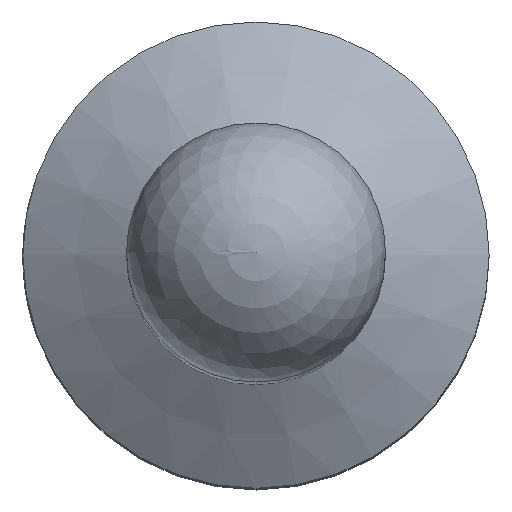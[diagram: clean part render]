
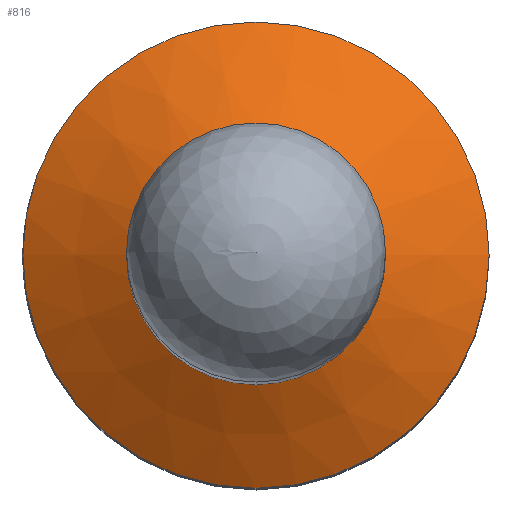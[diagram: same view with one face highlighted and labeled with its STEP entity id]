
A CAD part, top view. The second image highlights one B-rep face of the part: STEP entity #816.
In plain terms, the highlighted conical face has half-angle 60 degrees and reference radius 1.35 mm.
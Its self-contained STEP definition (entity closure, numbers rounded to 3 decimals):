
#807=CONICAL_SURFACE('',#3417,1.35,60.);
#816=ADVANCED_FACE('',(#983,#984),#807,.T.);
#983=FACE_BOUND('',#1047,.T.);
#984=FACE_BOUND('',#1048,.T.);
#1047=EDGE_LOOP('',(#1263));
#1048=EDGE_LOOP('',(#1264));
#1263=ORIENTED_EDGE('',*,*,#2020,.T.);
#1264=ORIENTED_EDGE('',*,*,#2021,.T.);
#1823=VERTEX_POINT('',#4783);
#1824=VERTEX_POINT('',#4785);
#2020=EDGE_CURVE('',#1823,#1823,#2323,.T.);
#2021=EDGE_CURVE('',#1824,#1824,#2324,.T.);
#2323=CIRCLE('',#3415,1.25);
#2324=CIRCLE('',#3416,2.25);
#3415=AXIS2_PLACEMENT_3D('',#4782,#3805,#3806);
#3416=AXIS2_PLACEMENT_3D('',#4784,#3807,#3808);
#3417=AXIS2_PLACEMENT_3D('',#4786,#3809,#3810);
#3805=DIRECTION('',(0.,0.,-1.));
#3806=DIRECTION('',(-1.,0.,0.));
#3807=DIRECTION('',(0.,0.,1.));
#3808=DIRECTION('',(-1.,0.,0.));
#3809=DIRECTION('',(0.,0.,-1.));
#3810=DIRECTION('',(-1.,0.,0.));
#4782=CARTESIAN_POINT('',(0.,0.,9.9));
#4783=CARTESIAN_POINT('',(-1.25,0.,9.9));
#4784=CARTESIAN_POINT('',(0.,0.,9.323));
#4785=CARTESIAN_POINT('',(-2.25,0.,9.323));
#4786=CARTESIAN_POINT('',(0.,0.,9.842));
